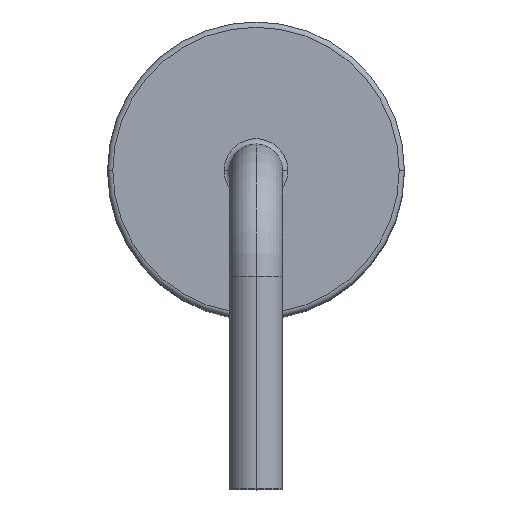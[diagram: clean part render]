
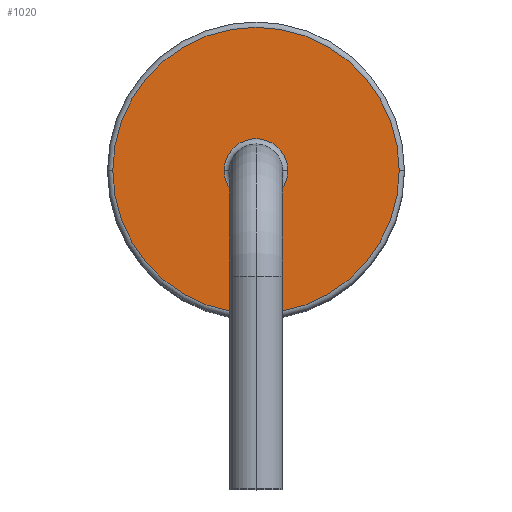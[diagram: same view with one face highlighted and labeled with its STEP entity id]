
A CAD part, top view. The second image highlights one B-rep face of the part: STEP entity #1020.
In plain terms, the highlighted planar face has unit normal (0, 0, 1).
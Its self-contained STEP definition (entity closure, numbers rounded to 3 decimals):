
#31 = CARTESIAN_POINT ( 'NONE',  ( 1.35, 0., 2.6 ) ) ;
#53 = CARTESIAN_POINT ( 'NONE',  ( 0., 0., 2.6 ) ) ;
#57 = DIRECTION ( 'NONE',  ( 1., 0., 0. ) ) ;
#71 = CIRCLE ( 'NONE', #159, 0.3 ) ;
#78 = FACE_BOUND ( 'NONE', #896, .T. ) ;
#102 = FACE_OUTER_BOUND ( 'NONE', #429, .T. ) ;
#105 = CIRCLE ( 'NONE', #451, 1.35 ) ;
#115 = DIRECTION ( 'NONE',  ( 0., 0., 1. ) ) ;
#129 = DIRECTION ( 'NONE',  ( 0., 0., 1. ) ) ;
#149 = VERTEX_POINT ( 'NONE', #954 ) ;
#159 = AXIS2_PLACEMENT_3D ( 'NONE', #312, #401, #496 ) ;
#170 = CARTESIAN_POINT ( 'NONE',  ( -1.35, 0., 2.6 ) ) ;
#210 = VERTEX_POINT ( 'NONE', #170 ) ;
#299 = DIRECTION ( 'NONE',  ( 1., 0., 0. ) ) ;
#312 = CARTESIAN_POINT ( 'NONE',  ( 0., 0., 2.6 ) ) ;
#314 = ORIENTED_EDGE ( 'NONE', *, *, #337, .T. ) ;
#337 = EDGE_CURVE ( 'NONE', #667, #210, #405, .T. ) ;
#401 = DIRECTION ( 'NONE',  ( 0., 0., -1. ) ) ;
#405 = CIRCLE ( 'NONE', #809, 1.35 ) ;
#429 = EDGE_LOOP ( 'NONE', ( #314, #490 ) ) ;
#432 = EDGE_CURVE ( 'NONE', #210, #667, #105, .T. ) ;
#451 = AXIS2_PLACEMENT_3D ( 'NONE', #924, #115, #886 ) ;
#455 = CARTESIAN_POINT ( 'NONE',  ( 0., 0., 2.6 ) ) ;
#490 = ORIENTED_EDGE ( 'NONE', *, *, #432, .T. ) ;
#496 = DIRECTION ( 'NONE',  ( 1., 0., 0. ) ) ;
#541 = EDGE_CURVE ( 'NONE', #956, #149, #71, .T. ) ;
#601 = DIRECTION ( 'NONE',  ( 1., 0., 0. ) ) ;
#609 = ORIENTED_EDGE ( 'NONE', *, *, #705, .T. ) ;
#667 = VERTEX_POINT ( 'NONE', #31 ) ;
#691 = DIRECTION ( 'NONE',  ( 0., 0., 1. ) ) ;
#698 = AXIS2_PLACEMENT_3D ( 'NONE', #847, #939, #601 ) ;
#705 = EDGE_CURVE ( 'NONE', #149, #956, #731, .T. ) ;
#731 = CIRCLE ( 'NONE', #698, 0.3 ) ;
#743 = CARTESIAN_POINT ( 'NONE',  ( 0.3, 0., 2.6 ) ) ;
#809 = AXIS2_PLACEMENT_3D ( 'NONE', #455, #691, #299 ) ;
#847 = CARTESIAN_POINT ( 'NONE',  ( 0., 0., 2.6 ) ) ;
#879 = PLANE ( 'NONE',  #1024 ) ;
#886 = DIRECTION ( 'NONE',  ( 1., 0., 0. ) ) ;
#896 = EDGE_LOOP ( 'NONE', ( #1052, #609 ) ) ;
#924 = CARTESIAN_POINT ( 'NONE',  ( 0., 0., 2.6 ) ) ;
#939 = DIRECTION ( 'NONE',  ( 0., 0., -1. ) ) ;
#954 = CARTESIAN_POINT ( 'NONE',  ( -0.3, 0., 2.6 ) ) ;
#956 = VERTEX_POINT ( 'NONE', #743 ) ;
#1020 = ADVANCED_FACE ( 'NONE', ( #102, #78 ), #879, .T. ) ;
#1024 = AXIS2_PLACEMENT_3D ( 'NONE', #53, #129, #57 ) ;
#1052 = ORIENTED_EDGE ( 'NONE', *, *, #541, .T. ) ;
